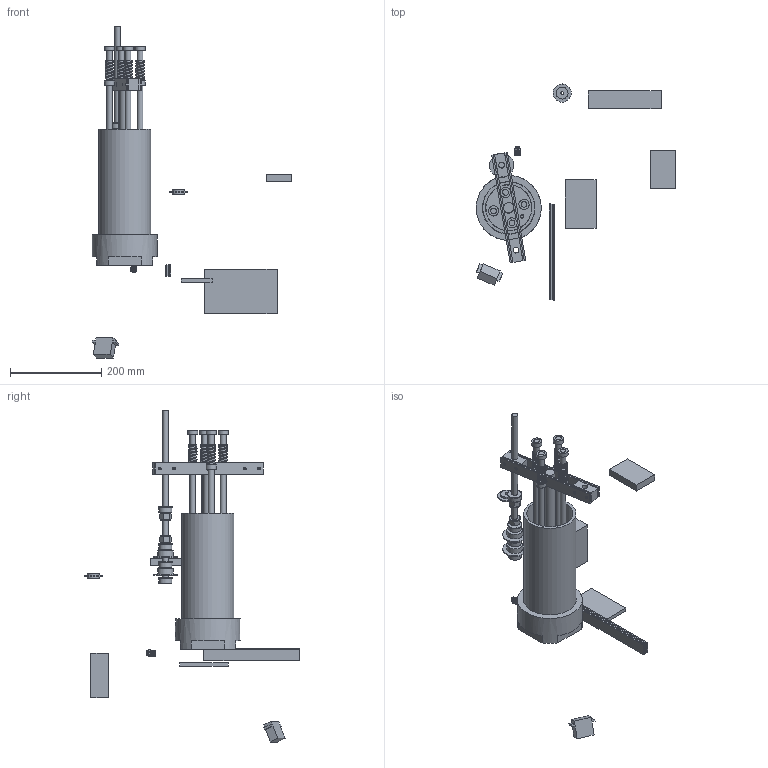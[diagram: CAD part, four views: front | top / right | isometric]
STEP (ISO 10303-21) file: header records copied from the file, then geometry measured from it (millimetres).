
FILE_DESCRIPTION(/* description */ (''),/* implementation_level */ '2;1');
FILE_NAME(/* name */ 'MAINASSEMBLY.stp',/* time_stamp */ '2025-03-17T21:34:06-04:00',/* author */ ('Tommy Rohmann'),/* organization */ (''),/* preprocessor_version */ 'ST-DEVELOPER v19.2',/* originating_system */ 'Autodesk Inventor 2024',/* authorisation */ '');
FILE_SCHEMA (('AUTOMOTIVE_DESIGN { 1 0 10303 214 3 1 1 }'));
Length unit declared in the file: inch
Products named in the file (38): MAINASSEMBLY; SUBWashChamber; WashChamber; 9452K407_Oil-Resistant Buna-N O-Ring; CastleSpacer; WashChamberConduit_1; SUBBallValve; BallValveMount; ServoAdapter; ServoMount; ServoSimplified; SUBReserviorPiston; ReserviorPiston; DynamicRodSeal; SUBReserviorPistonRod; 9657K96_Compression Spring; ReserviorPistonRod; ShaftCollarReserviorPistonRod; 5779K109_Push-to-Connect Tube Fitting for Air; SUBFrameBottom; FrameBottomBeam; SUBWashPiston; WashPiston_1; DynamicPistonSeal; WashPistonRod; TensionerSprocket; SUBWashThrustArm; ThrustArmWash; ACMEThrustNut; LCDScreen; PowerSupply; RaspberryPi; SUBDriveShaftACME; ThrustBearing; 94815A107_Carbon Steel Acme Hex Nut; ScrewDriveSprocket; FlangedJournalBearing; ACMEScrew
Assembly tree (59 placements, depth 4):
  MAINASSEMBLY
    SUBWashChamber
      WashChamber
      9452K407_Oil-Resistant Buna-N O-Ring  x2
      CastleSpacer
      WashChamberConduit_1
    SUBBallValve
      BallValveMount
      ServoAdapter
      ServoMount
      ServoSimplified
    SUBReserviorPiston
      ReserviorPiston
      DynamicPistonSeal  x2
      DynamicRodSeal  x2
      SUBReserviorPistonRod  x4
        9657K96_Compression Spring
        ReserviorPistonRod
        ShaftCollarReserviorPistonRod
    5779K109_Push-to-Connect Tube Fitting for Air
    SUBFrameBottom
      FrameBottomBeam  x4
    SUBWashPiston
      WashPiston_1
      DynamicPistonSeal  x2
      WashPistonRod
    TensionerSprocket
    SUBWashThrustArm
      ACMEThrustNut  x2
      ThrustArmWash  x4
    LCDScreen
    PowerSupply
    RaspberryPi
    SUBDriveShaftACME
      94815A107_Carbon Steel Acme Hex Nut  x2
      FlangedJournalBearing  x4
      ScrewDriveSprocket  x2
      ThrustBearing  x2
      ACMEScrew
Bounding box: 437.76 x 474.08 x 729.17 mm (x, y, z)
Volume: 2964775.8 mm3; surface area: 781244.4 mm2
Topology: 67 solids, 67 shells, 662 faces, 1417 edges, 918 vertices
Faces by surface type: plane 297, cylinder 195, cone 83, torus 58, bspline 29
Full cylindrical faces by diameter (mm): 4.762 x6, 6 x1, 6.35 x18, 7.747 x1, 8.077 x2, 8.255 x1, 9.144 x2, 9.525 x7, 9.906 x3, 12.122 x1, 12.7 x33, 22.225 x11, 23.177 x2, 23.495 x3, 23.812 x2, 25.082 x2, 26.06 x2, 28.575 x4, 28.893 x2, 30.797 x2, 31.75 x4, 32.893 x1, 34.836 x2, 34.925 x2, 39.878 x1, 53.378 x2, 88.9 x4, 90.17 x4, 92.71 x4, 97.79 x4
Entity records: 30129 total; most frequent: CARTESIAN_POINT 19581, DIRECTION 2010, ORIENTED_EDGE 1818, EDGE_CURVE 909, AXIS2_PLACEMENT_3D 832, VERTEX_POINT 597, EDGE_LOOP 516, FACE_OUTER_BOUND 407
